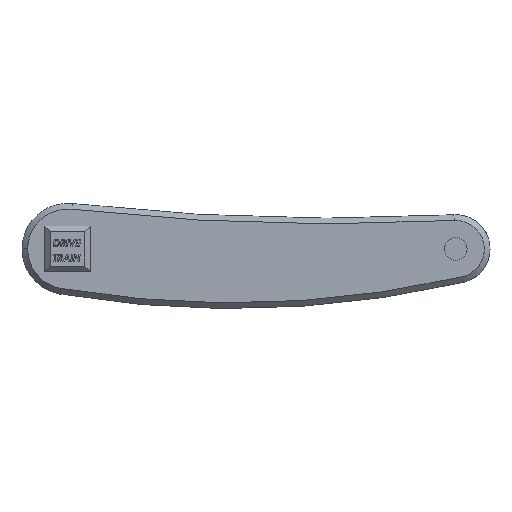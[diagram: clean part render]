
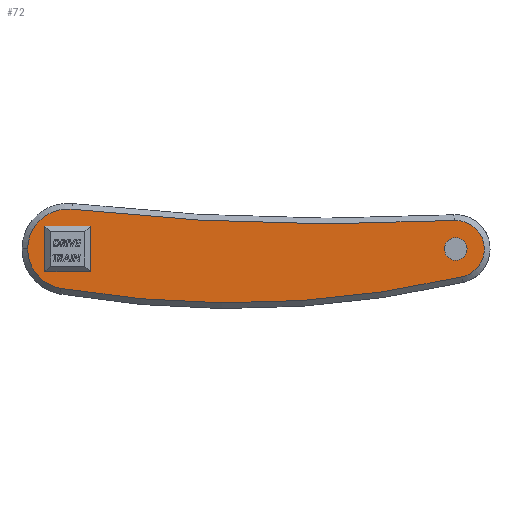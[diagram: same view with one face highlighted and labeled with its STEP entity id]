
A CAD part, top view. The second image highlights one B-rep face of the part: STEP entity #72.
In plain terms, the highlighted planar face has unit normal (0, 0, 1).
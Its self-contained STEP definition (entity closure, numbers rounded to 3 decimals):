
#14 = EDGE_CURVE ( 'NONE', #288, #4767, #2018, .T. ) ;
#30 = CARTESIAN_POINT ( 'NONE',  ( -75., 10., 7.5 ) ) ;
#72 = ADVANCED_FACE ( 'NONE', ( #2588, #4998, #4972 ), #3402, .T. ) ;
#79 = ORIENTED_EDGE ( 'NONE', *, *, #1257, .T. ) ;
#133 = AXIS2_PLACEMENT_3D ( 'NONE', #2367, #1586, #2391 ) ;
#141 = ORIENTED_EDGE ( 'NONE', *, *, #4776, .T. ) ;
#260 = DIRECTION ( 'NONE',  ( 1., 0., 0. ) ) ;
#288 = VERTEX_POINT ( 'NONE', #4819 ) ;
#306 = ORIENTED_EDGE ( 'NONE', *, *, #4519, .T. ) ;
#446 = EDGE_LOOP ( 'NONE', ( #1819, #2602 ) ) ;
#453 = EDGE_CURVE ( 'NONE', #4960, #288, #3621, .T. ) ;
#571 = CARTESIAN_POINT ( 'NONE',  ( 0., 0., 7.5 ) ) ;
#645 = LINE ( 'NONE', #4654, #4198 ) ;
#654 = CARTESIAN_POINT ( 'NONE',  ( -95., -10., 7.5 ) ) ;
#685 = AXIS2_PLACEMENT_3D ( 'NONE', #1359, #1750, #971 ) ;
#708 = VERTEX_POINT ( 'NONE', #4999 ) ;
#820 = DIRECTION ( 'NONE',  ( 0., 1., 0. ) ) ;
#853 = AXIS2_PLACEMENT_3D ( 'NONE', #4853, #4092, #4433 ) ;
#919 = LINE ( 'NONE', #2612, #2986 ) ;
#958 = VERTEX_POINT ( 'NONE', #4494 ) ;
#971 = DIRECTION ( 'NONE',  ( 1., 0., 0. ) ) ;
#998 = DIRECTION ( 'NONE',  ( 0., 0., 1. ) ) ;
#1174 = VERTEX_POINT ( 'NONE', #1867 ) ;
#1257 = EDGE_CURVE ( 'NONE', #5013, #708, #3359, .T. ) ;
#1356 = CIRCLE ( 'NONE', #685, 5. ) ;
#1359 = CARTESIAN_POINT ( 'NONE',  ( 85., 0., 7.5 ) ) ;
#1397 = ORIENTED_EDGE ( 'NONE', *, *, #1800, .F. ) ;
#1411 = DIRECTION ( 'NONE',  ( 1., 0., 0. ) ) ;
#1442 = CARTESIAN_POINT ( 'NONE',  ( -95., 10., 7.5 ) ) ;
#1462 = AXIS2_PLACEMENT_3D ( 'NONE', #3454, #3848, #260 ) ;
#1553 = ORIENTED_EDGE ( 'NONE', *, *, #4541, .T. ) ;
#1569 = CIRCLE ( 'NONE', #2738, 5. ) ;
#1586 = DIRECTION ( 'NONE',  ( 0., 0., -1. ) ) ;
#1742 = ORIENTED_EDGE ( 'NONE', *, *, #3943, .T. ) ;
#1750 = DIRECTION ( 'NONE',  ( 0., 0., 1. ) ) ;
#1762 = EDGE_CURVE ( 'NONE', #958, #4804, #1356, .T. ) ;
#1800 = EDGE_CURVE ( 'NONE', #4929, #4960, #645, .T. ) ;
#1809 = AXIS2_PLACEMENT_3D ( 'NONE', #2225, #2570, #4563 ) ;
#1819 = ORIENTED_EDGE ( 'NONE', *, *, #1762, .F. ) ;
#1867 = CARTESIAN_POINT ( 'NONE',  ( 84.322, 12.482, 7.5 ) ) ;
#1968 = VERTEX_POINT ( 'NONE', #3950 ) ;
#2018 = LINE ( 'NONE', #3255, #4441 ) ;
#2168 = DIRECTION ( 'NONE',  ( 1., 0., 0. ) ) ;
#2225 = CARTESIAN_POINT ( 'NONE',  ( -85., 0., 7.5 ) ) ;
#2290 = EDGE_LOOP ( 'NONE', ( #3265, #3089, #1397, #3071 ) ) ;
#2367 = CARTESIAN_POINT ( 'NONE',  ( 29.926, 1013.505, 7.5 ) ) ;
#2391 = DIRECTION ( 'NONE',  ( 1., 0., 0. ) ) ;
#2392 = CIRCLE ( 'NONE', #1809, 17.5 ) ;
#2570 = DIRECTION ( 'NONE',  ( 0., 0., 1. ) ) ;
#2580 = DIRECTION ( 'NONE',  ( 1., 0., 0. ) ) ;
#2588 = FACE_BOUND ( 'NONE', #446, .T. ) ;
#2602 = ORIENTED_EDGE ( 'NONE', *, *, #5186, .F. ) ;
#2612 = CARTESIAN_POINT ( 'NONE',  ( -95., 10., 7.5 ) ) ;
#2711 = EDGE_LOOP ( 'NONE', ( #1553, #1742, #141, #79, #306 ) ) ;
#2738 = AXIS2_PLACEMENT_3D ( 'NONE', #4138, #998, #2168 ) ;
#2802 = CARTESIAN_POINT ( 'NONE',  ( -87.942, -17.251, 7.5 ) ) ;
#2979 = DIRECTION ( 'NONE',  ( 0., -1., 0. ) ) ;
#2986 = VECTOR ( 'NONE', #2979, 1000. ) ;
#3003 = DIRECTION ( 'NONE',  ( 0., 0., 1. ) ) ;
#3066 = CARTESIAN_POINT ( 'NONE',  ( -83.028, 17.389, 7.5 ) ) ;
#3071 = ORIENTED_EDGE ( 'NONE', *, *, #5123, .F. ) ;
#3089 = ORIENTED_EDGE ( 'NONE', *, *, #453, .F. ) ;
#3255 = CARTESIAN_POINT ( 'NONE',  ( -95., 10., 7.5 ) ) ;
#3265 = ORIENTED_EDGE ( 'NONE', *, *, #14, .F. ) ;
#3359 = CIRCLE ( 'NONE', #853, 447.5 ) ;
#3370 = CARTESIAN_POINT ( 'NONE',  ( 85., 0., 7.5 ) ) ;
#3402 = PLANE ( 'NONE',  #3691 ) ;
#3454 = CARTESIAN_POINT ( 'NONE',  ( -85., 0., 7.5 ) ) ;
#3512 = VERTEX_POINT ( 'NONE', #3066 ) ;
#3621 = LINE ( 'NONE', #30, #4271 ) ;
#3691 = AXIS2_PLACEMENT_3D ( 'NONE', #571, #3003, #1411 ) ;
#3848 = DIRECTION ( 'NONE',  ( 0., 0., 1. ) ) ;
#3898 = CIRCLE ( 'NONE', #3982, 12.5 ) ;
#3922 = DIRECTION ( 'NONE',  ( 1., 0., 0. ) ) ;
#3943 = EDGE_CURVE ( 'NONE', #3512, #1968, #4979, .T. ) ;
#3950 = CARTESIAN_POINT ( 'NONE',  ( -102.5, 0., 7.5 ) ) ;
#3963 = DIRECTION ( 'NONE',  ( -1., 0., 0. ) ) ;
#3982 = AXIS2_PLACEMENT_3D ( 'NONE', #3370, #4889, #2580 ) ;
#4009 = CARTESIAN_POINT ( 'NONE',  ( -75., -10., 7.5 ) ) ;
#4092 = DIRECTION ( 'NONE',  ( 0., 0., 1. ) ) ;
#4138 = CARTESIAN_POINT ( 'NONE',  ( 85., 0., 7.5 ) ) ;
#4198 = VECTOR ( 'NONE', #3922, 1000. ) ;
#4271 = VECTOR ( 'NONE', #820, 1000. ) ;
#4433 = DIRECTION ( 'NONE',  ( 1., 0., 0. ) ) ;
#4441 = VECTOR ( 'NONE', #3963, 1000. ) ;
#4484 = CIRCLE ( 'NONE', #133, 1002.5 ) ;
#4494 = CARTESIAN_POINT ( 'NONE',  ( 90., 0., 7.5 ) ) ;
#4519 = EDGE_CURVE ( 'NONE', #708, #1174, #3898, .T. ) ;
#4541 = EDGE_CURVE ( 'NONE', #1174, #3512, #4484, .T. ) ;
#4563 = DIRECTION ( 'NONE',  ( 1., 0., 0. ) ) ;
#4612 = CARTESIAN_POINT ( 'NONE',  ( 80., 0., 7.5 ) ) ;
#4654 = CARTESIAN_POINT ( 'NONE',  ( -95., -10., 7.5 ) ) ;
#4767 = VERTEX_POINT ( 'NONE', #1442 ) ;
#4776 = EDGE_CURVE ( 'NONE', #1968, #5013, #2392, .T. ) ;
#4804 = VERTEX_POINT ( 'NONE', #4612 ) ;
#4819 = CARTESIAN_POINT ( 'NONE',  ( -75., 10., 7.5 ) ) ;
#4853 = CARTESIAN_POINT ( 'NONE',  ( -12.721, 423.882, 7.5 ) ) ;
#4889 = DIRECTION ( 'NONE',  ( 0., 0., 1. ) ) ;
#4929 = VERTEX_POINT ( 'NONE', #654 ) ;
#4960 = VERTEX_POINT ( 'NONE', #4009 ) ;
#4972 = FACE_BOUND ( 'NONE', #2290, .T. ) ;
#4979 = CIRCLE ( 'NONE', #1462, 17.5 ) ;
#4998 = FACE_OUTER_BOUND ( 'NONE', #2711, .T. ) ;
#4999 = CARTESIAN_POINT ( 'NONE',  ( 87.808, -12.181, 7.5 ) ) ;
#5013 = VERTEX_POINT ( 'NONE', #2802 ) ;
#5123 = EDGE_CURVE ( 'NONE', #4767, #4929, #919, .T. ) ;
#5186 = EDGE_CURVE ( 'NONE', #4804, #958, #1569, .T. ) ;
